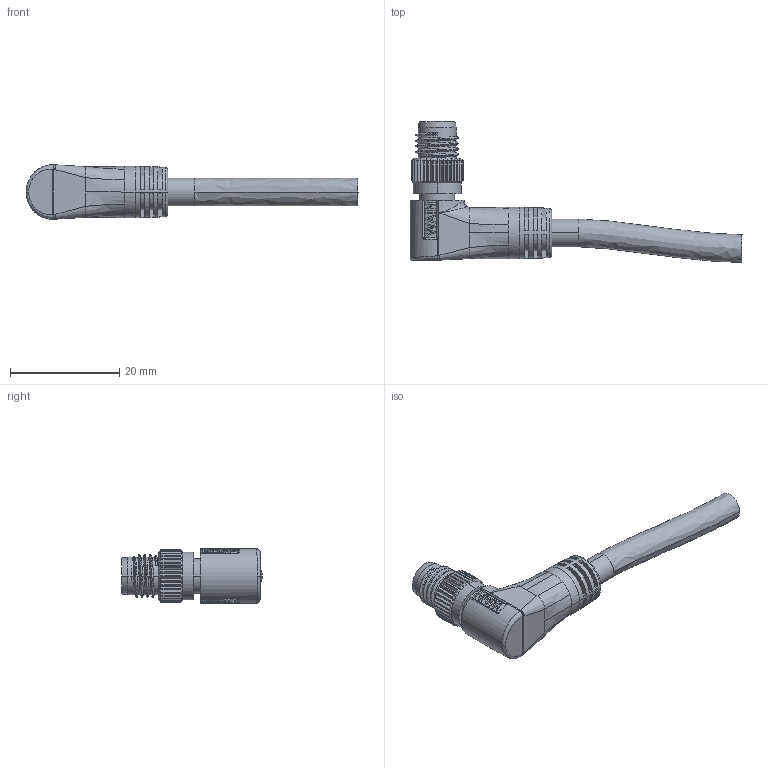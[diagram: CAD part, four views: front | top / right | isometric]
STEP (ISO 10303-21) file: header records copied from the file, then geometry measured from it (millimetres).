
FILE_DESCRIPTION(/* description */ (''),/* implementation_level */ '2;1');
FILE_NAME(/* name */ '3D_M8-M03-S_V1.0_stp.stp',/* time_stamp */ '2024-03-18T19:03:21+08:00',/* author */ (''),/* organization */ (''),/* preprocessor_version */ 'ST-DEVELOPER v18.1',/* originating_system */ 'SIEMENS PLM Software NX 1980',/* authorisation */ '');
FILE_SCHEMA (('AUTOMOTIVE_DESIGN { 1 0 10303 214 3 1 1 1 }'));
Length unit declared in the file: inch
Products named in the file (1): 3D_1620035012001-M8-M03-S-1.5-PVC-SH_V1.0_stp
Bounding box: 60.91 x 25.86 x 10 mm (x, y, z)
Volume: 3251.2 mm3; surface area: 3016.4 mm2
Topology: 1 solids, 1 shells, 412 faces, 1086 edges, 705 vertices
Faces by surface type: plane 223, cylinder 118, bspline 29, cone 20, torus 14, sphere 6, revolution 2
Entity records: 15711 total; most frequent: CARTESIAN_POINT 6284, ORIENTED_EDGE 2160, DIRECTION 1640, EDGE_CURVE 1080, VERTEX_POINT 705, AXIS2_PLACEMENT_3D 608, EDGE_LOOP 447, B_SPLINE_CURVE_WITH_KNOTS 429
